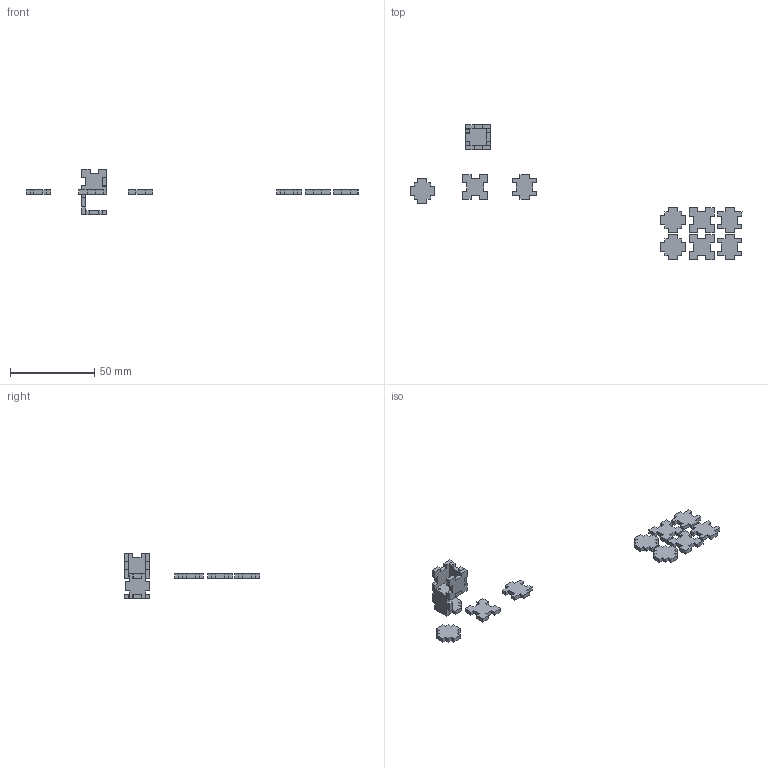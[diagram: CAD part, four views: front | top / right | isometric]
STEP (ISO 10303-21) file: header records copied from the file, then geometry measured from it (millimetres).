
FILE_DESCRIPTION(/* description */ (''),/* implementation_level */ '2;1');
FILE_NAME(/* name */ 'cubev3 v16.step',/* time_stamp */ '2021-02-17T11:20:34+00:00',/* author */ (''),/* organization */ (''),/* preprocessor_version */ 'ST-DEVELOPER v18.1',/* originating_system */ 'Autodesk Translation Framework v9.7.1.1290',/* authorisation */ '');
FILE_SCHEMA (('AUTOMOTIVE_DESIGN { 1 0 10303 214 3 1 1 }'));
Length unit declared in the file: millimetre
Products named in the file (11): cubev3; Component7; Component8; Component9; Component10; Component11; Component12; NESTING; P1; P2; P3
Assembly tree (13 placements, depth 3):
  cubev3
    Component7
    Component8
    Component9
    Component10
    Component11
    Component12
    NESTING
      P1  x2
      P2  x2
      P3  x2
Bounding box: 197.4 x 80.4 x 27.2 mm (x, y, z)
Volume: 5673.6 mm3; surface area: 7204.8 mm2
Topology: 15 solids, 15 shells, 330 faces, 900 edges, 600 vertices
Faces by surface type: plane 330
Entity records: 8516 total; most frequent: CARTESIAN_POINT 1488, ORIENTED_EDGE 1440, DIRECTION 1296, LINE 720, VECTOR 720, EDGE_CURVE 720, VERTEX_POINT 480, AXIS2_PLACEMENT_3D 288
